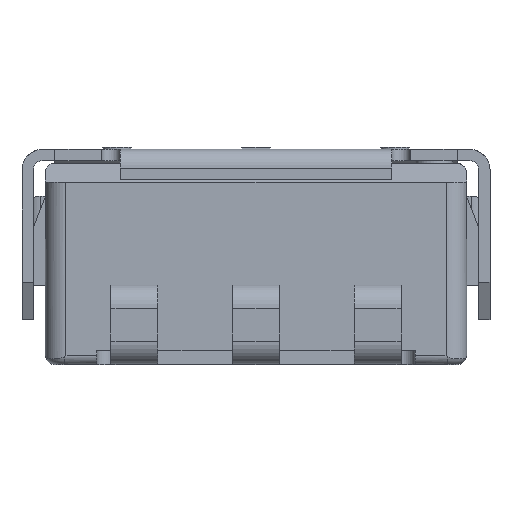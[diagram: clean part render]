
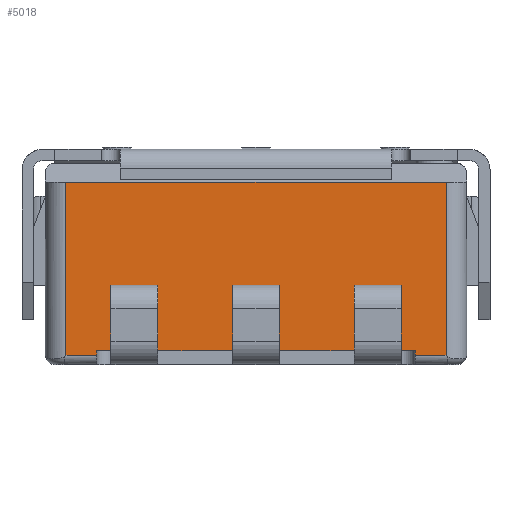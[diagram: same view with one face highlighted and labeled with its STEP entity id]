
A CAD part, front view. The second image highlights one B-rep face of the part: STEP entity #5018.
In plain terms, the highlighted planar face has unit normal (0, -1, 0).
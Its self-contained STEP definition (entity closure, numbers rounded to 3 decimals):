
#605=ORIENTED_EDGE('',*,*,#2057,.F.);
#606=ORIENTED_EDGE('',*,*,#2058,.T.);
#607=ORIENTED_EDGE('',*,*,#2059,.F.);
#608=ORIENTED_EDGE('',*,*,#2060,.F.);
#609=ORIENTED_EDGE('',*,*,#2061,.F.);
#610=ORIENTED_EDGE('',*,*,#2062,.T.);
#611=ORIENTED_EDGE('',*,*,#2063,.F.);
#612=ORIENTED_EDGE('',*,*,#2064,.F.);
#613=ORIENTED_EDGE('',*,*,#2065,.F.);
#614=ORIENTED_EDGE('',*,*,#2066,.T.);
#615=ORIENTED_EDGE('',*,*,#2067,.F.);
#616=ORIENTED_EDGE('',*,*,#2068,.F.);
#617=ORIENTED_EDGE('',*,*,#2069,.F.);
#618=ORIENTED_EDGE('',*,*,#2070,.T.);
#619=ORIENTED_EDGE('',*,*,#2071,.T.);
#620=ORIENTED_EDGE('',*,*,#2072,.T.);
#621=ORIENTED_EDGE('',*,*,#2073,.T.);
#622=ORIENTED_EDGE('',*,*,#2074,.T.);
#623=ORIENTED_EDGE('',*,*,#2075,.T.);
#624=ORIENTED_EDGE('',*,*,#2076,.T.);
#625=ORIENTED_EDGE('',*,*,#2077,.T.);
#626=ORIENTED_EDGE('',*,*,#2056,.F.);
#627=ORIENTED_EDGE('',*,*,#2078,.T.);
#628=ORIENTED_EDGE('',*,*,#2079,.T.);
#629=ORIENTED_EDGE('',*,*,#2080,.F.);
#630=ORIENTED_EDGE('',*,*,#2050,.F.);
#2050=EDGE_CURVE('',#2789,#2790,#3263,.T.);
#2056=EDGE_CURVE('',#2794,#2792,#3264,.T.);
#2057=EDGE_CURVE('',#2795,#2796,#3265,.T.);
#2058=EDGE_CURVE('',#2795,#2797,#3266,.T.);
#2059=EDGE_CURVE('',#2798,#2797,#3267,.T.);
#2060=EDGE_CURVE('',#2796,#2798,#3268,.T.);
#2061=EDGE_CURVE('',#2799,#2800,#3269,.T.);
#2062=EDGE_CURVE('',#2799,#2801,#3270,.T.);
#2063=EDGE_CURVE('',#2802,#2801,#3271,.T.);
#2064=EDGE_CURVE('',#2800,#2802,#3272,.T.);
#2065=EDGE_CURVE('',#2803,#2804,#3273,.T.);
#2066=EDGE_CURVE('',#2803,#2805,#3274,.T.);
#2067=EDGE_CURVE('',#2806,#2805,#3275,.T.);
#2068=EDGE_CURVE('',#2804,#2806,#3276,.T.);
#2069=EDGE_CURVE('',#2807,#2789,#3277,.T.);
#2070=EDGE_CURVE('',#2807,#2808,#3278,.T.);
#2071=EDGE_CURVE('',#2808,#2809,#3279,.T.);
#2072=EDGE_CURVE('',#2809,#2810,#3280,.T.);
#2073=EDGE_CURVE('',#2810,#2811,#3281,.T.);
#2074=EDGE_CURVE('',#2811,#2812,#3282,.T.);
#2075=EDGE_CURVE('',#2812,#2813,#3283,.T.);
#2076=EDGE_CURVE('',#2813,#2814,#3284,.T.);
#2077=EDGE_CURVE('',#2814,#2792,#3285,.T.);
#2078=EDGE_CURVE('',#2794,#2815,#3286,.T.);
#2079=EDGE_CURVE('',#2815,#2816,#3287,.T.);
#2080=EDGE_CURVE('',#2790,#2816,#3288,.T.);
#2789=VERTEX_POINT('',#9122);
#2790=VERTEX_POINT('',#9124);
#2792=VERTEX_POINT('',#9133);
#2794=VERTEX_POINT('',#9140);
#2795=VERTEX_POINT('',#9144);
#2796=VERTEX_POINT('',#9145);
#2797=VERTEX_POINT('',#9147);
#2798=VERTEX_POINT('',#9149);
#2799=VERTEX_POINT('',#9152);
#2800=VERTEX_POINT('',#9153);
#2801=VERTEX_POINT('',#9155);
#2802=VERTEX_POINT('',#9157);
#2803=VERTEX_POINT('',#9160);
#2804=VERTEX_POINT('',#9161);
#2805=VERTEX_POINT('',#9163);
#2806=VERTEX_POINT('',#9165);
#2807=VERTEX_POINT('',#9168);
#2808=VERTEX_POINT('',#9170);
#2809=VERTEX_POINT('',#9172);
#2810=VERTEX_POINT('',#9174);
#2811=VERTEX_POINT('',#9176);
#2812=VERTEX_POINT('',#9178);
#2813=VERTEX_POINT('',#9180);
#2814=VERTEX_POINT('',#9182);
#2815=VERTEX_POINT('',#9185);
#2816=VERTEX_POINT('',#9187);
#3263=LINE('',#9123,#3791);
#3264=LINE('',#9141,#3792);
#3265=LINE('',#9143,#3793);
#3266=LINE('',#9146,#3794);
#3267=LINE('',#9148,#3795);
#3268=LINE('',#9150,#3796);
#3269=LINE('',#9151,#3797);
#3270=LINE('',#9154,#3798);
#3271=LINE('',#9156,#3799);
#3272=LINE('',#9158,#3800);
#3273=LINE('',#9159,#3801);
#3274=LINE('',#9162,#3802);
#3275=LINE('',#9164,#3803);
#3276=LINE('',#9166,#3804);
#3277=LINE('',#9167,#3805);
#3278=LINE('',#9169,#3806);
#3279=LINE('',#9171,#3807);
#3280=LINE('',#9173,#3808);
#3281=LINE('',#9175,#3809);
#3282=LINE('',#9177,#3810);
#3283=LINE('',#9179,#3811);
#3284=LINE('',#9181,#3812);
#3285=LINE('',#9183,#3813);
#3286=LINE('',#9184,#3814);
#3287=LINE('',#9186,#3815);
#3288=LINE('',#9188,#3816);
#3791=VECTOR('',#7629,1000.);
#3792=VECTOR('',#7638,1000.);
#3793=VECTOR('',#7641,1000.);
#3794=VECTOR('',#7642,1000.);
#3795=VECTOR('',#7643,1000.);
#3796=VECTOR('',#7644,1000.);
#3797=VECTOR('',#7645,1000.);
#3798=VECTOR('',#7646,1000.);
#3799=VECTOR('',#7647,1000.);
#3800=VECTOR('',#7648,1000.);
#3801=VECTOR('',#7649,1000.);
#3802=VECTOR('',#7650,1000.);
#3803=VECTOR('',#7651,1000.);
#3804=VECTOR('',#7652,1000.);
#3805=VECTOR('',#7653,1000.);
#3806=VECTOR('',#7654,1000.);
#3807=VECTOR('',#7655,1000.);
#3808=VECTOR('',#7656,1000.);
#3809=VECTOR('',#7657,1000.);
#3810=VECTOR('',#7658,1000.);
#3811=VECTOR('',#7659,1000.);
#3812=VECTOR('',#7660,1000.);
#3813=VECTOR('',#7661,1000.);
#3814=VECTOR('',#7662,1000.);
#3815=VECTOR('',#7663,1000.);
#3816=VECTOR('',#7664,1000.);
#4280=EDGE_LOOP('',(#605,#606,#607,#608));
#4281=EDGE_LOOP('',(#609,#610,#611,#612));
#4282=EDGE_LOOP('',(#613,#614,#615,#616));
#4283=EDGE_LOOP('',(#617,#618,#619,#620,#621,#622,#623,#624,#625,#626,#627,
#628,#629,#630));
#4570=FACE_BOUND('',#4280,.T.);
#4571=FACE_BOUND('',#4281,.T.);
#4572=FACE_BOUND('',#4282,.T.);
#4573=FACE_BOUND('',#4283,.T.);
#4843=PLANE('',#6991);
#5018=ADVANCED_FACE('',(#4570,#4571,#4572,#4573),#4843,.F.);
#6991=AXIS2_PLACEMENT_3D('',#9142,#7639,#7640);
#7629=DIRECTION('',(-1.,0.,0.));
#7638=DIRECTION('',(-1.,0.,0.));
#7639=DIRECTION('',(0.,1.,0.));
#7640=DIRECTION('',(0.,0.,1.));
#7641=DIRECTION('',(-1.,0.,0.));
#7642=DIRECTION('',(0.,0.,-1.));
#7643=DIRECTION('',(1.,0.,0.));
#7644=DIRECTION('',(0.,0.,-1.));
#7645=DIRECTION('',(-1.,0.,0.));
#7646=DIRECTION('',(0.,0.,-1.));
#7647=DIRECTION('',(1.,0.,0.));
#7648=DIRECTION('',(0.,0.,-1.));
#7649=DIRECTION('',(-1.,0.,0.));
#7650=DIRECTION('',(0.,0.,-1.));
#7651=DIRECTION('',(1.,0.,0.));
#7652=DIRECTION('',(0.,0.,-1.));
#7653=DIRECTION('',(0.,0.,-1.));
#7654=DIRECTION('',(1.,0.,0.));
#7655=DIRECTION('',(1.,0.,0.));
#7656=DIRECTION('',(1.,0.,0.));
#7657=DIRECTION('',(1.,0.,0.));
#7658=DIRECTION('',(1.,0.,0.));
#7659=DIRECTION('',(1.,0.,0.));
#7660=DIRECTION('',(1.,0.,0.));
#7661=DIRECTION('',(0.,0.,-1.));
#7662=DIRECTION('',(0.,0.,1.));
#7663=DIRECTION('',(-1.,0.,0.));
#7664=DIRECTION('',(0.,0.,1.));
#9122=CARTESIAN_POINT('',(-1.7,-2.25,-2.2));
#9123=CARTESIAN_POINT('',(2.25,-2.25,-2.2));
#9124=CARTESIAN_POINT('',(-2.03,-2.25,-2.2));
#9133=CARTESIAN_POINT('',(1.7,-2.25,-2.2));
#9140=CARTESIAN_POINT('',(2.03,-2.25,-2.2));
#9141=CARTESIAN_POINT('',(2.25,-2.25,-2.2));
#9142=CARTESIAN_POINT('',(2.25,-2.25,-0.35));
#9143=CARTESIAN_POINT('',(2.25,-2.25,-1.45));
#9144=CARTESIAN_POINT('',(-1.05,-2.25,-1.45));
#9145=CARTESIAN_POINT('',(-1.55,-2.25,-1.45));
#9146=CARTESIAN_POINT('',(-1.05,-2.25,-0.35));
#9147=CARTESIAN_POINT('',(-1.05,-2.25,-1.6));
#9148=CARTESIAN_POINT('',(2.25,-2.25,-1.6));
#9149=CARTESIAN_POINT('',(-1.55,-2.25,-1.6));
#9150=CARTESIAN_POINT('',(-1.55,-2.25,-0.35));
#9151=CARTESIAN_POINT('',(2.25,-2.25,-1.45));
#9152=CARTESIAN_POINT('',(1.55,-2.25,-1.45));
#9153=CARTESIAN_POINT('',(1.05,-2.25,-1.45));
#9154=CARTESIAN_POINT('',(1.55,-2.25,-0.35));
#9155=CARTESIAN_POINT('',(1.55,-2.25,-1.6));
#9156=CARTESIAN_POINT('',(2.25,-2.25,-1.6));
#9157=CARTESIAN_POINT('',(1.05,-2.25,-1.6));
#9158=CARTESIAN_POINT('',(1.05,-2.25,-0.35));
#9159=CARTESIAN_POINT('',(2.25,-2.25,-1.45));
#9160=CARTESIAN_POINT('',(0.25,-2.25,-1.45));
#9161=CARTESIAN_POINT('',(-0.25,-2.25,-1.45));
#9162=CARTESIAN_POINT('',(0.25,-2.25,-0.35));
#9163=CARTESIAN_POINT('',(0.25,-2.25,-1.6));
#9164=CARTESIAN_POINT('',(2.25,-2.25,-1.6));
#9165=CARTESIAN_POINT('',(-0.25,-2.25,-1.6));
#9166=CARTESIAN_POINT('',(-0.25,-2.25,-0.35));
#9167=CARTESIAN_POINT('',(-1.7,-2.25,-2.15));
#9168=CARTESIAN_POINT('',(-1.7,-2.25,-2.15));
#9169=CARTESIAN_POINT('',(-1.7,-2.25,-2.15));
#9170=CARTESIAN_POINT('',(-1.55,-2.25,-2.15));
#9171=CARTESIAN_POINT('',(-1.7,-2.25,-2.15));
#9172=CARTESIAN_POINT('',(-1.05,-2.25,-2.15));
#9173=CARTESIAN_POINT('',(-1.7,-2.25,-2.15));
#9174=CARTESIAN_POINT('',(-0.25,-2.25,-2.15));
#9175=CARTESIAN_POINT('',(-1.7,-2.25,-2.15));
#9176=CARTESIAN_POINT('',(0.25,-2.25,-2.15));
#9177=CARTESIAN_POINT('',(-1.7,-2.25,-2.15));
#9178=CARTESIAN_POINT('',(1.05,-2.25,-2.15));
#9179=CARTESIAN_POINT('',(-1.7,-2.25,-2.15));
#9180=CARTESIAN_POINT('',(1.55,-2.25,-2.15));
#9181=CARTESIAN_POINT('',(-1.7,-2.25,-2.15));
#9182=CARTESIAN_POINT('',(1.7,-2.25,-2.15));
#9183=CARTESIAN_POINT('',(1.7,-2.25,-2.15));
#9184=CARTESIAN_POINT('',(2.03,-2.25,-2.73));
#9185=CARTESIAN_POINT('',(2.03,-2.25,-0.35));
#9186=CARTESIAN_POINT('',(2.25,-2.25,-0.35));
#9187=CARTESIAN_POINT('',(-2.03,-2.25,-0.35));
#9188=CARTESIAN_POINT('',(-2.03,-2.25,-2.73));
